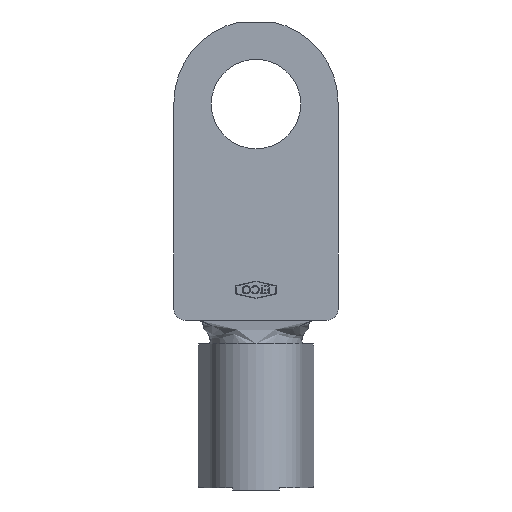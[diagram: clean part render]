
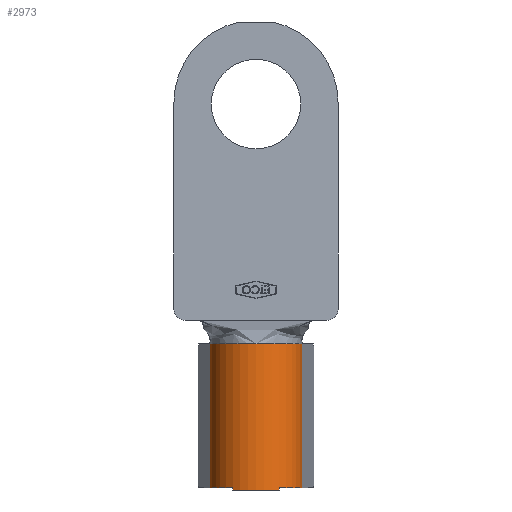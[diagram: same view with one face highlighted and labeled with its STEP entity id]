
A CAD part, front view. The second image highlights one B-rep face of the part: STEP entity #2973.
In plain terms, the highlighted cylindrical face has radius 5.334 mm (diameter 10.668 mm), a partial arc.
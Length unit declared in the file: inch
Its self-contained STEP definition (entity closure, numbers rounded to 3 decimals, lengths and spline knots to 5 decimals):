
#362 = ORIENTED_EDGE ( 'NONE', *, *, #4126, .F. ) ;
#592 = CARTESIAN_POINT ( 'NONE',  ( 0.105, -0.18187, 0. ) ) ;
#647 = DIRECTION ( 'NONE',  ( 0., 0., -1. ) ) ;
#693 = CARTESIAN_POINT ( 'NONE',  ( -0.20666, -0.0373, 0.65 ) ) ;
#803 = VERTEX_POINT ( 'NONE', #2207 ) ;
#806 = ORIENTED_EDGE ( 'NONE', *, *, #4311, .F. ) ;
#1076 = ORIENTED_EDGE ( 'NONE', *, *, #1814, .T. ) ;
#1227 = AXIS2_PLACEMENT_3D ( 'NONE', #2405, #2641, #2452 ) ;
#1243 = CIRCLE ( 'NONE', #3228, 0.21 ) ;
#1332 = CARTESIAN_POINT ( 'NONE',  ( -0.20666, -0.0373, 0. ) ) ;
#1342 = EDGE_CURVE ( 'NONE', #4733, #6414, #2424, .T. ) ;
#1538 = VERTEX_POINT ( 'NONE', #2361 ) ;
#1609 = EDGE_CURVE ( 'NONE', #6105, #803, #1243, .T. ) ;
#1697 = VERTEX_POINT ( 'NONE', #4453 ) ;
#1798 = ORIENTED_EDGE ( 'NONE', *, *, #3310, .F. ) ;
#1814 = EDGE_CURVE ( 'NONE', #1697, #4733, #2868, .T. ) ;
#1868 = CIRCLE ( 'NONE', #3750, 0.21 ) ;
#1947 = DIRECTION ( 'NONE',  ( 0., 0., 1. ) ) ;
#1960 = LINE ( 'NONE', #5335, #4671 ) ;
#2060 = CARTESIAN_POINT ( 'NONE',  ( -0.105, -0.18187, -0.01 ) ) ;
#2207 = CARTESIAN_POINT ( 'NONE',  ( 0.20666, -0.0373, 0. ) ) ;
#2225 = ORIENTED_EDGE ( 'NONE', *, *, #3530, .F. ) ;
#2229 = DIRECTION ( 'NONE',  ( -1., 0., 0. ) ) ;
#2246 = DIRECTION ( 'NONE',  ( 0., 0., -1. ) ) ;
#2275 = CARTESIAN_POINT ( 'NONE',  ( 0., 0., -0.01 ) ) ;
#2361 = CARTESIAN_POINT ( 'NONE',  ( 0.20666, -0.0373, 0.65 ) ) ;
#2405 = CARTESIAN_POINT ( 'NONE',  ( 0., 0., 0.65 ) ) ;
#2424 = CIRCLE ( 'NONE', #5883, 0.21 ) ;
#2452 = DIRECTION ( 'NONE',  ( -1., 0., 0. ) ) ;
#2612 = DIRECTION ( 'NONE',  ( 1., 0., 0. ) ) ;
#2621 = DIRECTION ( 'NONE',  ( 0., 0., 1. ) ) ;
#2641 = DIRECTION ( 'NONE',  ( 0., 0., -1. ) ) ;
#2642 = CARTESIAN_POINT ( 'NONE',  ( 0., 0., 0. ) ) ;
#2694 = CARTESIAN_POINT ( 'NONE',  ( 0.105, -0.18187, -0.01 ) ) ;
#2868 = LINE ( 'NONE', #693, #5402 ) ;
#2900 = LINE ( 'NONE', #4606, #3931 ) ;
#2973 = ADVANCED_FACE ( 'NONE', ( #3077 ), #5609, .T. ) ;
#3027 = CARTESIAN_POINT ( 'NONE',  ( -0.105, -0.18187, 0. ) ) ;
#3077 = FACE_OUTER_BOUND ( 'NONE', #5076, .T. ) ;
#3228 = AXIS2_PLACEMENT_3D ( 'NONE', #5418, #5378, #5322 ) ;
#3310 = EDGE_CURVE ( 'NONE', #5451, #6414, #1960, .T. ) ;
#3530 = EDGE_CURVE ( 'NONE', #6660, #5451, #1868, .T. ) ;
#3699 = EDGE_CURVE ( 'NONE', #6660, #6105, #6754, .T. ) ;
#3750 = AXIS2_PLACEMENT_3D ( 'NONE', #2275, #2246, #2229 ) ;
#3770 = VECTOR ( 'NONE', #6413, 39.37008 ) ;
#3830 = DIRECTION ( 'NONE',  ( 0., 0., -1. ) ) ;
#3931 = VECTOR ( 'NONE', #3830, 39.37008 ) ;
#4126 = EDGE_CURVE ( 'NONE', #1538, #803, #2900, .T. ) ;
#4311 = EDGE_CURVE ( 'NONE', #1697, #1538, #5519, .T. ) ;
#4453 = CARTESIAN_POINT ( 'NONE',  ( -0.20666, -0.0373, 0.65 ) ) ;
#4595 = ORIENTED_EDGE ( 'NONE', *, *, #1609, .T. ) ;
#4606 = CARTESIAN_POINT ( 'NONE',  ( 0.20666, -0.0373, 0.65 ) ) ;
#4671 = VECTOR ( 'NONE', #1947, 39.37008 ) ;
#4733 = VERTEX_POINT ( 'NONE', #1332 ) ;
#5076 = EDGE_LOOP ( 'NONE', ( #5542, #1798, #2225, #6146, #4595, #362, #806, #1076 ) ) ;
#5322 = DIRECTION ( 'NONE',  ( 1., 0., 0. ) ) ;
#5335 = CARTESIAN_POINT ( 'NONE',  ( -0.105, -0.18187, -0.01 ) ) ;
#5378 = DIRECTION ( 'NONE',  ( 0., 0., 1. ) ) ;
#5402 = VECTOR ( 'NONE', #647, 39.37008 ) ;
#5418 = CARTESIAN_POINT ( 'NONE',  ( 0., 0., 0. ) ) ;
#5451 = VERTEX_POINT ( 'NONE', #2060 ) ;
#5468 = DIRECTION ( 'NONE',  ( 1., 0., 0. ) ) ;
#5488 = DIRECTION ( 'NONE',  ( 0., 0., 1. ) ) ;
#5519 = CIRCLE ( 'NONE', #6767, 0.21 ) ;
#5542 = ORIENTED_EDGE ( 'NONE', *, *, #1342, .T. ) ;
#5609 = CYLINDRICAL_SURFACE ( 'NONE', #1227, 0.21 ) ;
#5846 = CARTESIAN_POINT ( 'NONE',  ( 0.105, -0.18187, -0.01 ) ) ;
#5883 = AXIS2_PLACEMENT_3D ( 'NONE', #2642, #2621, #2612 ) ;
#5962 = CARTESIAN_POINT ( 'NONE',  ( 0., 0., 0.65 ) ) ;
#6105 = VERTEX_POINT ( 'NONE', #592 ) ;
#6146 = ORIENTED_EDGE ( 'NONE', *, *, #3699, .T. ) ;
#6413 = DIRECTION ( 'NONE',  ( 0., 0., 1. ) ) ;
#6414 = VERTEX_POINT ( 'NONE', #3027 ) ;
#6660 = VERTEX_POINT ( 'NONE', #5846 ) ;
#6754 = LINE ( 'NONE', #2694, #3770 ) ;
#6767 = AXIS2_PLACEMENT_3D ( 'NONE', #5962, #5488, #5468 ) ;
